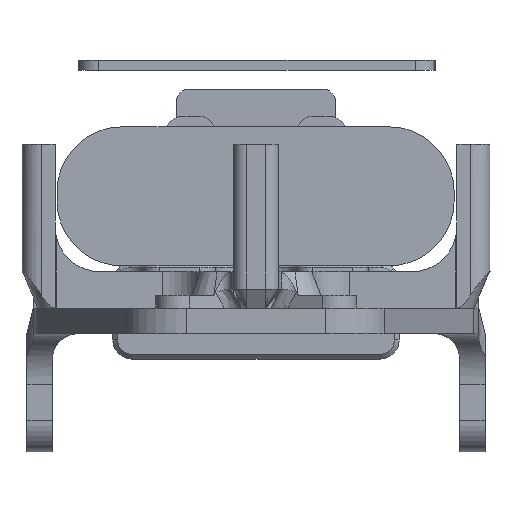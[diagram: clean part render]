
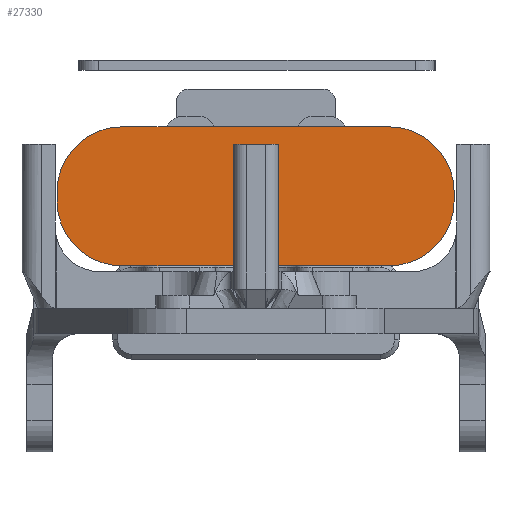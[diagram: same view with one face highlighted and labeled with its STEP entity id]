
A CAD part, front view. The second image highlights one B-rep face of the part: STEP entity #27330.
In plain terms, the highlighted planar face has unit normal (0, -1, 0).
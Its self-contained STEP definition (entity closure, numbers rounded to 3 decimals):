
#1698=PLANE('',#29378);
#2576=FACE_OUTER_BOUND('',#4621,.T.);
#4621=EDGE_LOOP('',(#24160,#24161,#24162,#24163,#24164,#24165,#24166,#24167));
#6022=CIRCLE('',#29369,10.2);
#6026=CIRCLE('',#29376,10.2);
#6027=CIRCLE('',#29379,10.2);
#6028=CIRCLE('',#29380,10.2);
#7502=LINE('',#47638,#9169);
#7508=LINE('',#47659,#9175);
#7510=LINE('',#47665,#9177);
#7511=LINE('',#47667,#9178);
#9169=VECTOR('',#34543,10.);
#9175=VECTOR('',#34563,10.);
#9177=VECTOR('',#34569,10.);
#9178=VECTOR('',#34572,10.);
#13242=VERTEX_POINT('',#47628);
#13243=VERTEX_POINT('',#47630);
#13245=VERTEX_POINT('',#47636);
#13251=VERTEX_POINT('',#47652);
#13252=VERTEX_POINT('',#47653);
#13253=VERTEX_POINT('',#47658);
#13254=VERTEX_POINT('',#47662);
#13255=VERTEX_POINT('',#47664);
#16965=EDGE_CURVE('',#13242,#13243,#6022,.T.);
#16969=EDGE_CURVE('',#13245,#13242,#7502,.T.);
#16976=EDGE_CURVE('',#13251,#13252,#6026,.T.);
#16979=EDGE_CURVE('',#13252,#13253,#7508,.T.);
#16981=EDGE_CURVE('',#13254,#13245,#6027,.T.);
#16982=EDGE_CURVE('',#13254,#13255,#7510,.T.);
#16983=EDGE_CURVE('',#13253,#13255,#6028,.T.);
#16984=EDGE_CURVE('',#13243,#13251,#7511,.T.);
#24160=ORIENTED_EDGE('',*,*,#16965,.F.);
#24161=ORIENTED_EDGE('',*,*,#16969,.F.);
#24162=ORIENTED_EDGE('',*,*,#16981,.F.);
#24163=ORIENTED_EDGE('',*,*,#16982,.T.);
#24164=ORIENTED_EDGE('',*,*,#16983,.F.);
#24165=ORIENTED_EDGE('',*,*,#16979,.F.);
#24166=ORIENTED_EDGE('',*,*,#16976,.F.);
#24167=ORIENTED_EDGE('',*,*,#16984,.F.);
#27330=ADVANCED_FACE('',(#2576),#1698,.T.);
#29369=AXIS2_PLACEMENT_3D('',#47631,#34536,#34537);
#29376=AXIS2_PLACEMENT_3D('',#47654,#34557,#34558);
#29378=AXIS2_PLACEMENT_3D('',#47661,#34565,#34566);
#29379=AXIS2_PLACEMENT_3D('',#47663,#34567,#34568);
#29380=AXIS2_PLACEMENT_3D('',#47666,#34570,#34571);
#34536=DIRECTION('center_axis',(0.,1.,0.));
#34537=DIRECTION('ref_axis',(-0.707,0.,-0.707));
#34543=DIRECTION('',(-1.,0.,0.));
#34557=DIRECTION('center_axis',(0.,1.,0.));
#34558=DIRECTION('ref_axis',(-0.707,0.,0.707));
#34563=DIRECTION('',(1.,0.,0.));
#34565=DIRECTION('center_axis',(0.,-1.,0.));
#34566=DIRECTION('ref_axis',(1.,0.,0.));
#34567=DIRECTION('center_axis',(0.,1.,0.));
#34568=DIRECTION('ref_axis',(0.707,0.,-0.707));
#34569=DIRECTION('',(0.,0.,1.));
#34570=DIRECTION('center_axis',(0.,1.,0.));
#34571=DIRECTION('ref_axis',(0.707,0.,0.707));
#34572=DIRECTION('',(0.,0.,1.));
#47628=CARTESIAN_POINT('',(15.3,0.,29.25));
#47630=CARTESIAN_POINT('',(5.1,0.,39.45));
#47631=CARTESIAN_POINT('Origin',(15.3,0.,39.45));
#47636=CARTESIAN_POINT('',(57.3,0.,29.25));
#47638=CARTESIAN_POINT('',(67.5,0.,29.25));
#47652=CARTESIAN_POINT('',(5.1,0.,40.9));
#47653=CARTESIAN_POINT('',(15.3,0.,51.1));
#47654=CARTESIAN_POINT('Origin',(15.3,0.,40.9));
#47658=CARTESIAN_POINT('',(57.3,0.,51.1));
#47659=CARTESIAN_POINT('',(67.5,0.,51.1));
#47661=CARTESIAN_POINT('Origin',(5.1,0.,29.25));
#47662=CARTESIAN_POINT('',(67.5,0.,39.45));
#47663=CARTESIAN_POINT('Origin',(57.3,0.,39.45));
#47664=CARTESIAN_POINT('',(67.5,0.,40.9));
#47665=CARTESIAN_POINT('',(67.5,0.,29.25));
#47666=CARTESIAN_POINT('Origin',(57.3,0.,40.9));
#47667=CARTESIAN_POINT('',(5.1,0.,29.25));
